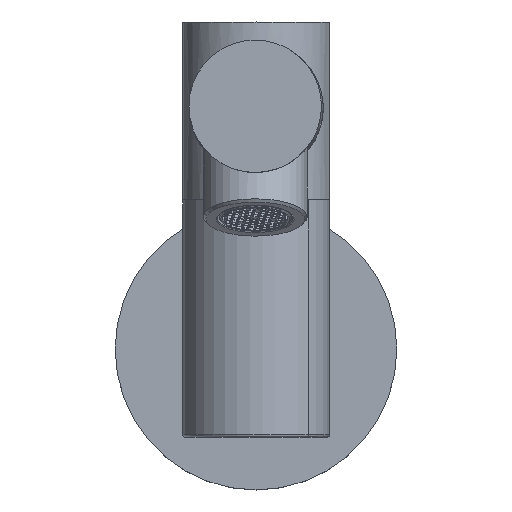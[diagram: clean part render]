
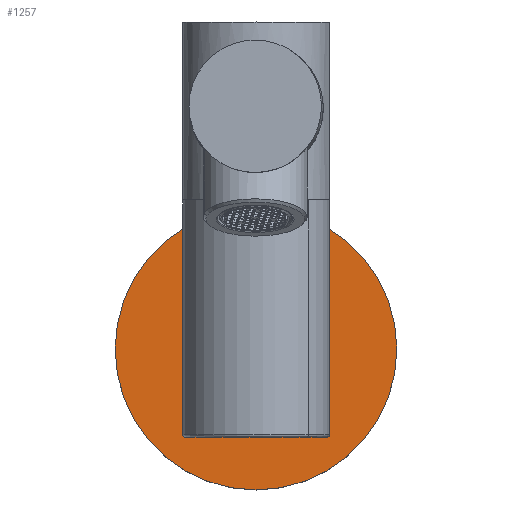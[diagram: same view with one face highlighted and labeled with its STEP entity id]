
A CAD part, top view. The second image highlights one B-rep face of the part: STEP entity #1257.
In plain terms, the highlighted planar face has unit normal (0, 0, 1).
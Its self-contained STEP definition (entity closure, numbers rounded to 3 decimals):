
#66 = FACE_OUTER_BOUND ( 'NONE', #25688, .T. ) ;
#991 = CIRCLE ( 'NONE', #19820, 13.375 ) ;
#1108 = CARTESIAN_POINT ( 'NONE',  ( 0., -27., 4. ) ) ;
#1257 = ADVANCED_FACE ( 'NONE', ( #66, #12959 ), #25194, .F. ) ;
#2002 = AXIS2_PLACEMENT_3D ( 'NONE', #23593, #4817, #18986 ) ;
#2795 = EDGE_CURVE ( 'NONE', #25015, #3510, #991, .T. ) ;
#3354 = CIRCLE ( 'NONE', #14289, 13.375 ) ;
#3475 = EDGE_LOOP ( 'NONE', ( #15579, #19022 ) ) ;
#3510 = VERTEX_POINT ( 'NONE', #23149 ) ;
#4602 = CARTESIAN_POINT ( 'NONE',  ( -27., 0., 4. ) ) ;
#4817 = DIRECTION ( 'NONE',  ( 0., 0., -1. ) ) ;
#5050 = CARTESIAN_POINT ( 'NONE',  ( 0., 0., 4. ) ) ;
#5877 = CIRCLE ( 'NONE', #2002, 27. ) ;
#8248 = DIRECTION ( 'NONE',  ( 0., 1., 0. ) ) ;
#8446 = VERTEX_POINT ( 'NONE', #14645 ) ;
#8604 = CARTESIAN_POINT ( 'NONE',  ( 0., 0., 4. ) ) ;
#10535 = CIRCLE ( 'NONE', #19326, 27. ) ;
#11161 = ORIENTED_EDGE ( 'NONE', *, *, #11749, .F. ) ;
#11749 = EDGE_CURVE ( 'NONE', #17129, #8446, #5877, .T. ) ;
#12779 = DIRECTION ( 'NONE',  ( 0., 0., -1. ) ) ;
#12959 = FACE_BOUND ( 'NONE', #3475, .T. ) ;
#13416 = EDGE_CURVE ( 'NONE', #3510, #25015, #3354, .T. ) ;
#13877 = CARTESIAN_POINT ( 'NONE',  ( 0., -13.375, 4. ) ) ;
#14289 = AXIS2_PLACEMENT_3D ( 'NONE', #5050, #19597, #15476 ) ;
#14481 = DIRECTION ( 'NONE',  ( 0., 1., 0. ) ) ;
#14645 = CARTESIAN_POINT ( 'NONE',  ( 0., 27., 4. ) ) ;
#14784 = DIRECTION ( 'NONE',  ( 0., 0., -1. ) ) ;
#15183 = ORIENTED_EDGE ( 'NONE', *, *, #15622, .F. ) ;
#15476 = DIRECTION ( 'NONE',  ( 0., 1., 0. ) ) ;
#15579 = ORIENTED_EDGE ( 'NONE', *, *, #2795, .T. ) ;
#15622 = EDGE_CURVE ( 'NONE', #8446, #17129, #10535, .T. ) ;
#16596 = DIRECTION ( 'NONE',  ( 0., 1., 0. ) ) ;
#17129 = VERTEX_POINT ( 'NONE', #1108 ) ;
#18986 = DIRECTION ( 'NONE',  ( 0., 1., 0. ) ) ;
#19022 = ORIENTED_EDGE ( 'NONE', *, *, #13416, .T. ) ;
#19326 = AXIS2_PLACEMENT_3D ( 'NONE', #19374, #12779, #8248 ) ;
#19374 = CARTESIAN_POINT ( 'NONE',  ( 0., 0., 4. ) ) ;
#19473 = AXIS2_PLACEMENT_3D ( 'NONE', #4602, #14784, #14481 ) ;
#19597 = DIRECTION ( 'NONE',  ( 0., 0., -1. ) ) ;
#19820 = AXIS2_PLACEMENT_3D ( 'NONE', #8604, #20547, #16596 ) ;
#20547 = DIRECTION ( 'NONE',  ( 0., 0., -1. ) ) ;
#23149 = CARTESIAN_POINT ( 'NONE',  ( 0., 13.375, 4. ) ) ;
#23593 = CARTESIAN_POINT ( 'NONE',  ( 0., 0., 4. ) ) ;
#25015 = VERTEX_POINT ( 'NONE', #13877 ) ;
#25194 = PLANE ( 'NONE',  #19473 ) ;
#25688 = EDGE_LOOP ( 'NONE', ( #15183, #11161 ) ) ;
